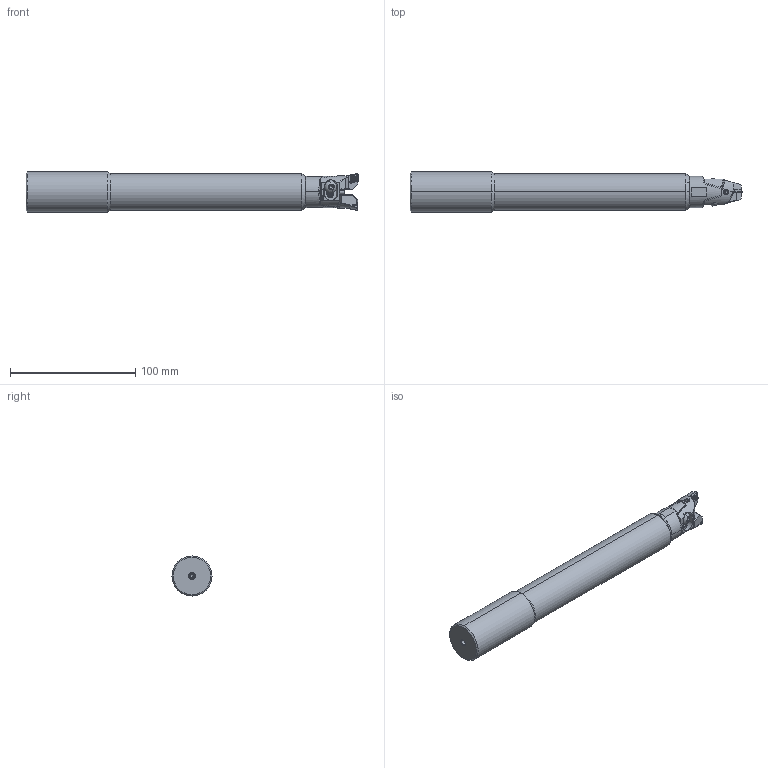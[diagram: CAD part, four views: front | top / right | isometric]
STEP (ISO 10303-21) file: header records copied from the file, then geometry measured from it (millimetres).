
FILE_DESCRIPTION (( 'STEP AP203' ), '1' );
FILE_NAME ('B84.032.029.220.STEP', '2018-03-06T12:27:12', ( 'SWIAdmin' ), ( 'Hewlett-Packard Company' ), 'SwSTEP 2.0', 'SolidWorks 2017', '' );
FILE_SCHEMA (( 'CONFIG_CONTROL_DESIGN' ));
Length unit declared in the file: millimetre
Products named in the file (17): HP5-ER2.012.030_A; Z25-ER3.001.010_A; D29-D25.HP5.003_A; CCMT060204; HP5-Z25.030.045_f〉 D29-Schaft; WCA-ER2.001.006_B; HP5-ER1.019.036_A; Z25-WCA.001.016; B84.032.029.220; Z25-ER1.002.012_A; U32-HP5.029.220_A; Z25-ER1.003.012_A_gespannt; HP5-Z25.030.045_A; Z25-ER1.001.012; ZC2-xxx.001.016_A; Z20-ER2.001.013_A; WCA-ER2.001.006_A
Assembly tree (22 placements, depth 4):
  B84.032.029.220
    U32-HP5.029.220_A
    HP5-Z25.030.045_f〉 D29-Schaft
      HP5-Z25.030.045_A
      Z25-WCA.001.016
        ZC2-xxx.001.016_A  x2
        WCA-ER2.001.006_A
        Z25-ER3.001.010_A  x2
        CCMT060204  x2
        WCA-ER2.001.006_B  x2
      Z25-ER1.001.012
        Z25-ER1.002.012_A
        Z25-ER1.003.012_A_gespannt
      Z25-ER1.002.012_A
      Z20-ER2.001.013_A
      HP5-ER2.012.030_A
      D29-D25.HP5.003_A  x2
    HP5-ER1.019.036_A
Bounding box: 265 x 32 x 32 mm (x, y, z)
Volume: 167210.1 mm3; surface area: 45729.8 mm2
Topology: 19 solids, 19 shells, 1088 faces, 2808 edges, 1757 vertices
Faces by surface type: plane 510, cylinder 274, cone 152, bspline 92, torus 38, sphere 22
Entity records: 27085 total; most frequent: CARTESIAN_POINT 8729, ORIENTED_EDGE 3728, DIRECTION 3119, EDGE_CURVE 1864, VERTEX_POINT 1175, AXIS2_PLACEMENT_3D 1147, LINE 825, VECTOR 825
